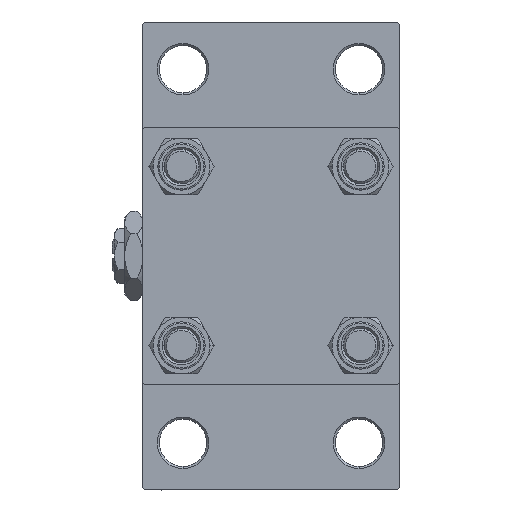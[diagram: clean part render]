
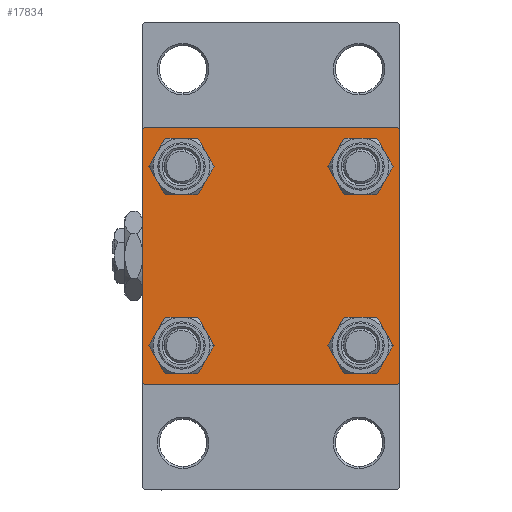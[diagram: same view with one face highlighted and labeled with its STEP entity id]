
A CAD part, left-side view. The second image highlights one B-rep face of the part: STEP entity #17834.
In plain terms, the highlighted planar face has unit normal (-1, 0, 0).
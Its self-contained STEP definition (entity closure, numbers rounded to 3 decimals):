
#54 = LINE ( 'NONE', #34668, #22066 ) ;
#544 = AXIS2_PLACEMENT_3D ( 'NONE', #20723, #12381, #19976 ) ;
#792 = PLANE ( 'NONE',  #544 ) ;
#1123 = AXIS2_PLACEMENT_3D ( 'NONE', #46500, #27794, #8819 ) ;
#1436 = AXIS2_PLACEMENT_3D ( 'NONE', #7011, #19382, #38842 ) ;
#1763 = CARTESIAN_POINT ( 'NONE',  ( 0., -20.85, 20.85 ) ) ;
#2117 = EDGE_LOOP ( 'NONE', ( #12050, #40153 ) ) ;
#2445 = VERTEX_POINT ( 'NONE', #32916 ) ;
#2557 = VERTEX_POINT ( 'NONE', #18212 ) ;
#2828 = VERTEX_POINT ( 'NONE', #25015 ) ;
#3545 = CIRCLE ( 'NONE', #34994, 4.5 ) ;
#4832 = FACE_BOUND ( 'NONE', #42047, .T. ) ;
#5563 = FACE_BOUND ( 'NONE', #2117, .T. ) ;
#5636 = VERTEX_POINT ( 'NONE', #33547 ) ;
#6148 = LINE ( 'NONE', #9916, #45700 ) ;
#6177 = ORIENTED_EDGE ( 'NONE', *, *, #31631, .T. ) ;
#6355 = LINE ( 'NONE', #37183, #33957 ) ;
#6362 = VERTEX_POINT ( 'NONE', #44659 ) ;
#6701 = LINE ( 'NONE', #18302, #46466 ) ;
#6780 = EDGE_CURVE ( 'NONE', #43252, #2557, #3545, .T. ) ;
#7011 = CARTESIAN_POINT ( 'NONE',  ( 0., -20.85, -20.85 ) ) ;
#7413 = CARTESIAN_POINT ( 'NONE',  ( 0., 30., -29.5 ) ) ;
#7735 = AXIS2_PLACEMENT_3D ( 'NONE', #23607, #39013, #41816 ) ;
#7916 = DIRECTION ( 'NONE',  ( 1., 0., 0. ) ) ;
#8143 = DIRECTION ( 'NONE',  ( 1., 0., 0. ) ) ;
#8316 = CARTESIAN_POINT ( 'NONE',  ( 0., 20.85, -20.85 ) ) ;
#8819 = DIRECTION ( 'NONE',  ( 0., 0., 1. ) ) ;
#9024 = CARTESIAN_POINT ( 'NONE',  ( 0., -30., 30. ) ) ;
#9916 = CARTESIAN_POINT ( 'NONE',  ( 0., 29.75, 29.75 ) ) ;
#9991 = DIRECTION ( 'NONE',  ( 0., -0.707, -0.707 ) ) ;
#10557 = EDGE_CURVE ( 'NONE', #5636, #11318, #54, .T. ) ;
#10641 = DIRECTION ( 'NONE',  ( 0., -1., 0. ) ) ;
#10734 = CARTESIAN_POINT ( 'NONE',  ( 0., 20.85, -16.35 ) ) ;
#11128 = DIRECTION ( 'NONE',  ( 0., -1., 0. ) ) ;
#11318 = VERTEX_POINT ( 'NONE', #46555 ) ;
#11760 = EDGE_CURVE ( 'NONE', #14463, #2828, #23732, .T. ) ;
#12050 = ORIENTED_EDGE ( 'NONE', *, *, #20104, .T. ) ;
#12381 = DIRECTION ( 'NONE',  ( -1., 0., 0. ) ) ;
#13349 = ORIENTED_EDGE ( 'NONE', *, *, #10557, .F. ) ;
#14029 = CARTESIAN_POINT ( 'NONE',  ( 0., -29.5, -30. ) ) ;
#14035 = CARTESIAN_POINT ( 'NONE',  ( 0., 29.75, -29.75 ) ) ;
#14064 = CIRCLE ( 'NONE', #32675, 4.5 ) ;
#14066 = AXIS2_PLACEMENT_3D ( 'NONE', #34692, #8143, #18759 ) ;
#14269 = EDGE_LOOP ( 'NONE', ( #6177, #27850, #38252, #42984, #27449, #46980, #13349, #39362 ) ) ;
#14463 = VERTEX_POINT ( 'NONE', #49267 ) ;
#14806 = ORIENTED_EDGE ( 'NONE', *, *, #21851, .T. ) ;
#15115 = CIRCLE ( 'NONE', #1436, 4.5 ) ;
#15121 = AXIS2_PLACEMENT_3D ( 'NONE', #8316, #35118, #15881 ) ;
#15881 = DIRECTION ( 'NONE',  ( 0., 0., 1. ) ) ;
#16233 = CARTESIAN_POINT ( 'NONE',  ( 0., 20.85, -20.85 ) ) ;
#16265 = VECTOR ( 'NONE', #20162, 1000. ) ;
#16329 = ORIENTED_EDGE ( 'NONE', *, *, #32159, .T. ) ;
#17817 = LINE ( 'NONE', #14035, #25009 ) ;
#17834 = ADVANCED_FACE ( 'NONE', ( #32108, #4832, #5563, #35898, #47291 ), #792, .T. ) ;
#18212 = CARTESIAN_POINT ( 'NONE',  ( 0., -20.85, -25.35 ) ) ;
#18302 = CARTESIAN_POINT ( 'NONE',  ( 0., -29.75, 29.75 ) ) ;
#18759 = DIRECTION ( 'NONE',  ( 0., 0., 1. ) ) ;
#18879 = CIRCLE ( 'NONE', #35852, 4.5 ) ;
#19382 = DIRECTION ( 'NONE',  ( 1., 0., 0. ) ) ;
#19492 = DIRECTION ( 'NONE',  ( 0., 0., -1. ) ) ;
#19976 = DIRECTION ( 'NONE',  ( 0., 0., 1. ) ) ;
#20104 = EDGE_CURVE ( 'NONE', #33198, #2445, #45806, .T. ) ;
#20162 = DIRECTION ( 'NONE',  ( 0., 0., -1. ) ) ;
#20723 = CARTESIAN_POINT ( 'NONE',  ( 0., 0., 0. ) ) ;
#21200 = VERTEX_POINT ( 'NONE', #37592 ) ;
#21851 = EDGE_CURVE ( 'NONE', #2828, #14463, #36686, .T. ) ;
#22066 = VECTOR ( 'NONE', #10641, 1000. ) ;
#22935 = ORIENTED_EDGE ( 'NONE', *, *, #26688, .T. ) ;
#23607 = CARTESIAN_POINT ( 'NONE',  ( 0., -20.85, 20.85 ) ) ;
#23732 = CIRCLE ( 'NONE', #1123, 4.5 ) ;
#23784 = DIRECTION ( 'NONE',  ( 1., 0., 0. ) ) ;
#23800 = LINE ( 'NONE', #46057, #43363 ) ;
#24061 = EDGE_LOOP ( 'NONE', ( #22935, #24377 ) ) ;
#24377 = ORIENTED_EDGE ( 'NONE', *, *, #28262, .T. ) ;
#24530 = CARTESIAN_POINT ( 'NONE',  ( 0., -20.85, -20.85 ) ) ;
#24901 = EDGE_LOOP ( 'NONE', ( #14806, #33287 ) ) ;
#25009 = VECTOR ( 'NONE', #9991, 1000. ) ;
#25015 = CARTESIAN_POINT ( 'NONE',  ( 0., 20.85, 25.35 ) ) ;
#25497 = ORIENTED_EDGE ( 'NONE', *, *, #6780, .T. ) ;
#26539 = CARTESIAN_POINT ( 'NONE',  ( 0., -29.75, -29.75 ) ) ;
#26688 = EDGE_CURVE ( 'NONE', #32772, #6362, #14064, .T. ) ;
#27449 = ORIENTED_EDGE ( 'NONE', *, *, #45353, .F. ) ;
#27763 = LINE ( 'NONE', #9024, #16265 ) ;
#27794 = DIRECTION ( 'NONE',  ( 1., 0., 0. ) ) ;
#27850 = ORIENTED_EDGE ( 'NONE', *, *, #41948, .T. ) ;
#28262 = EDGE_CURVE ( 'NONE', #6362, #32772, #44040, .T. ) ;
#28783 = VERTEX_POINT ( 'NONE', #30763 ) ;
#28843 = VERTEX_POINT ( 'NONE', #35056 ) ;
#28993 = EDGE_CURVE ( 'NONE', #46233, #11318, #6701, .T. ) ;
#29291 = EDGE_CURVE ( 'NONE', #5636, #28843, #6148, .T. ) ;
#30763 = CARTESIAN_POINT ( 'NONE',  ( 0., -30., -29.5 ) ) ;
#31074 = DIRECTION ( 'NONE',  ( 0., -0.707, 0.707 ) ) ;
#31631 = EDGE_CURVE ( 'NONE', #28843, #37478, #23800, .T. ) ;
#31673 = DIRECTION ( 'NONE',  ( 0., 0., 1. ) ) ;
#31836 = CARTESIAN_POINT ( 'NONE',  ( 0., -20.85, 25.35 ) ) ;
#32108 = FACE_BOUND ( 'NONE', #24061, .T. ) ;
#32159 = EDGE_CURVE ( 'NONE', #2557, #43252, #15115, .T. ) ;
#32675 = AXIS2_PLACEMENT_3D ( 'NONE', #1763, #40173, #39681 ) ;
#32772 = VERTEX_POINT ( 'NONE', #31836 ) ;
#32916 = CARTESIAN_POINT ( 'NONE',  ( 0., 20.85, -25.35 ) ) ;
#33083 = VERTEX_POINT ( 'NONE', #14029 ) ;
#33198 = VERTEX_POINT ( 'NONE', #10734 ) ;
#33287 = ORIENTED_EDGE ( 'NONE', *, *, #11760, .T. ) ;
#33547 = CARTESIAN_POINT ( 'NONE',  ( 0., 29.5, 30. ) ) ;
#33957 = VECTOR ( 'NONE', #11128, 1000. ) ;
#34002 = CARTESIAN_POINT ( 'NONE',  ( 0., -20.85, -16.35 ) ) ;
#34668 = CARTESIAN_POINT ( 'NONE',  ( 0., 30., 30. ) ) ;
#34692 = CARTESIAN_POINT ( 'NONE',  ( 0., 20.85, 20.85 ) ) ;
#34994 = AXIS2_PLACEMENT_3D ( 'NONE', #24530, #23784, #36155 ) ;
#35056 = CARTESIAN_POINT ( 'NONE',  ( 0., 30., 29.5 ) ) ;
#35118 = DIRECTION ( 'NONE',  ( 1., 0., 0. ) ) ;
#35448 = VECTOR ( 'NONE', #31074, 1000. ) ;
#35852 = AXIS2_PLACEMENT_3D ( 'NONE', #16233, #7916, #31673 ) ;
#35898 = FACE_BOUND ( 'NONE', #24901, .T. ) ;
#36155 = DIRECTION ( 'NONE',  ( 0., 0., 1. ) ) ;
#36686 = CIRCLE ( 'NONE', #14066, 4.5 ) ;
#37183 = CARTESIAN_POINT ( 'NONE',  ( 0., 30., -30. ) ) ;
#37478 = VERTEX_POINT ( 'NONE', #7413 ) ;
#37592 = CARTESIAN_POINT ( 'NONE',  ( 0., 29.5, -30. ) ) ;
#38252 = ORIENTED_EDGE ( 'NONE', *, *, #43876, .T. ) ;
#38842 = DIRECTION ( 'NONE',  ( 0., 0., 1. ) ) ;
#39013 = DIRECTION ( 'NONE',  ( 1., 0., 0. ) ) ;
#39362 = ORIENTED_EDGE ( 'NONE', *, *, #29291, .T. ) ;
#39681 = DIRECTION ( 'NONE',  ( 0., 0., 1. ) ) ;
#39900 = EDGE_CURVE ( 'NONE', #33083, #28783, #46499, .T. ) ;
#40153 = ORIENTED_EDGE ( 'NONE', *, *, #47879, .T. ) ;
#40173 = DIRECTION ( 'NONE',  ( 1., 0., 0. ) ) ;
#40770 = DIRECTION ( 'NONE',  ( 0., 0.707, -0.707 ) ) ;
#41816 = DIRECTION ( 'NONE',  ( 0., 0., 1. ) ) ;
#41948 = EDGE_CURVE ( 'NONE', #37478, #21200, #17817, .T. ) ;
#42047 = EDGE_LOOP ( 'NONE', ( #25497, #16329 ) ) ;
#42984 = ORIENTED_EDGE ( 'NONE', *, *, #39900, .T. ) ;
#43222 = CARTESIAN_POINT ( 'NONE',  ( 0., -30., 29.5 ) ) ;
#43252 = VERTEX_POINT ( 'NONE', #34002 ) ;
#43363 = VECTOR ( 'NONE', #19492, 1000. ) ;
#43876 = EDGE_CURVE ( 'NONE', #21200, #33083, #6355, .T. ) ;
#44040 = CIRCLE ( 'NONE', #7735, 4.5 ) ;
#44659 = CARTESIAN_POINT ( 'NONE',  ( 0., -20.85, 16.35 ) ) ;
#44872 = DIRECTION ( 'NONE',  ( 0., 0.707, 0.707 ) ) ;
#45353 = EDGE_CURVE ( 'NONE', #46233, #28783, #27763, .T. ) ;
#45700 = VECTOR ( 'NONE', #40770, 1000. ) ;
#45806 = CIRCLE ( 'NONE', #15121, 4.5 ) ;
#46057 = CARTESIAN_POINT ( 'NONE',  ( 0., 30., 30. ) ) ;
#46233 = VERTEX_POINT ( 'NONE', #43222 ) ;
#46466 = VECTOR ( 'NONE', #44872, 1000. ) ;
#46499 = LINE ( 'NONE', #26539, #35448 ) ;
#46500 = CARTESIAN_POINT ( 'NONE',  ( 0., 20.85, 20.85 ) ) ;
#46555 = CARTESIAN_POINT ( 'NONE',  ( 0., -29.5, 30. ) ) ;
#46980 = ORIENTED_EDGE ( 'NONE', *, *, #28993, .T. ) ;
#47291 = FACE_OUTER_BOUND ( 'NONE', #14269, .T. ) ;
#47879 = EDGE_CURVE ( 'NONE', #2445, #33198, #18879, .T. ) ;
#49267 = CARTESIAN_POINT ( 'NONE',  ( 0., 20.85, 16.35 ) ) ;
